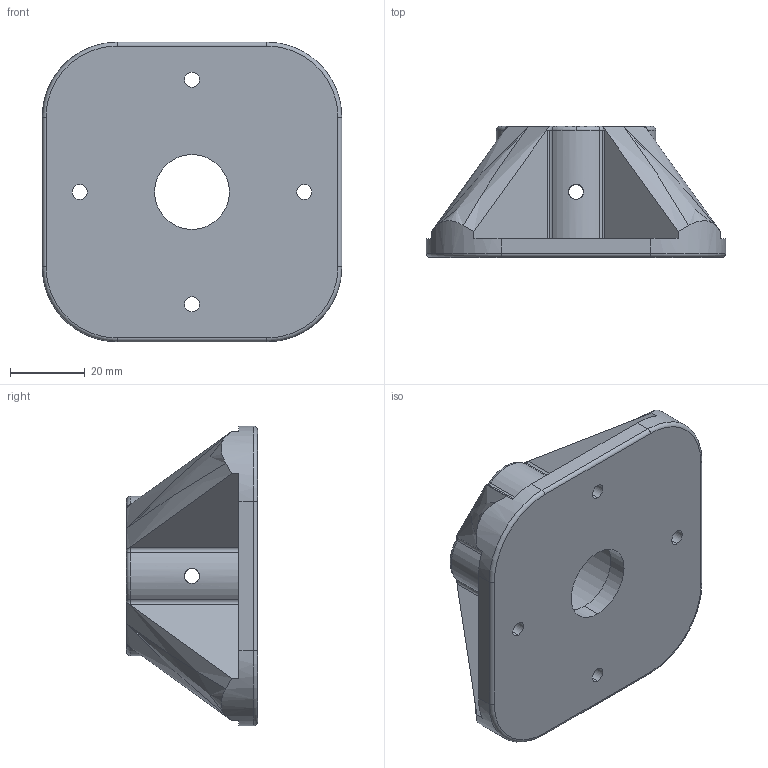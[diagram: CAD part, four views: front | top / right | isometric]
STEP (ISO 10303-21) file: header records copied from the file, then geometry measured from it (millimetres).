
FILE_DESCRIPTION (( 'STEP AP203' ), '1' );
FILE_NAME ('CS_B.STEP', '2025-10-27T07:15:29', ( '' ), ( '' ), 'SwSTEP 2.0', 'SolidWorks 2022', '' );
FILE_SCHEMA (( 'CONFIG_CONTROL_DESIGN' ));
Length unit declared in the file: millimetre
Products named in the file (1): CS_B
Bounding box: 80 x 35 x 80 mm (x, y, z)
Volume: 79868.9 mm3; surface area: 22464.9 mm2
Topology: 1 solids, 1 shells, 93 faces, 263 edges, 166 vertices
Faces by surface type: cylinder 43, torus 19, plane 19, bspline 12
Entity records: 3950 total; most frequent: CARTESIAN_POINT 1518, ORIENTED_EDGE 518, DIRECTION 469, EDGE_CURVE 259, AXIS2_PLACEMENT_3D 189, VERTEX_POINT 166, EDGE_LOOP 109, CIRCLE 107
